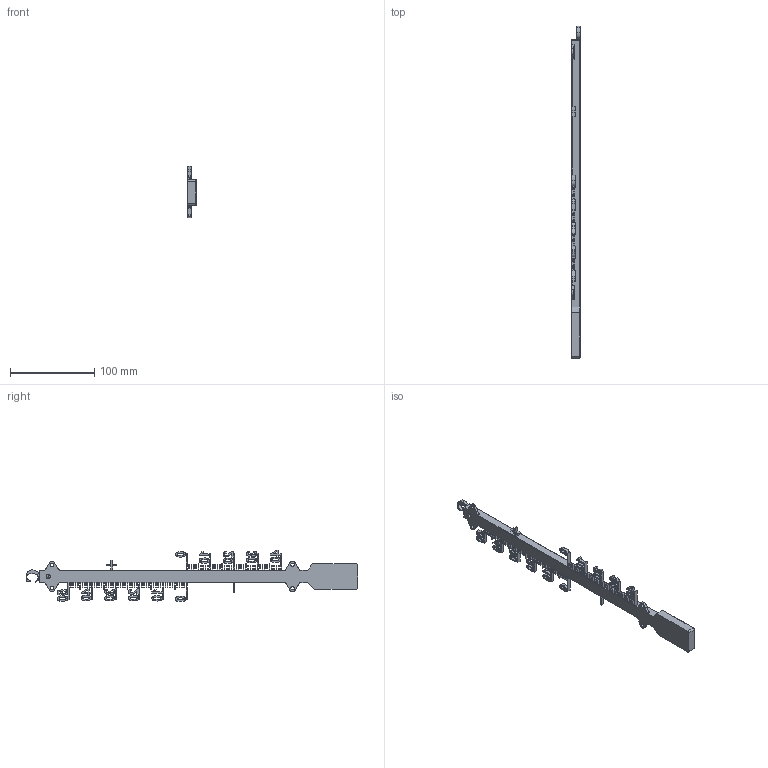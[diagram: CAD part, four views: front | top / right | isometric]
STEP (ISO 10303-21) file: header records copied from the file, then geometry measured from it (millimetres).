
FILE_DESCRIPTION(/* description */ (''),/* implementation_level */ '2;1');
FILE_NAME(/* name */ 'Thermometer.stp',/* time_stamp */ '2015-11-08T21:45:56+01:00',/* author */ ('Hans'),/* organization */ (''),/* preprocessor_version */ 'ST-DEVELOPER v15.2',/* originating_system */ 'Autodesk Inventor 2014',/* authorisation */ '');
FILE_SCHEMA (('AUTOMOTIVE_DESIGN { 1 0 10303 214 3 1 1 }'));
Length unit declared in the file: millimetre
Products named in the file (4): Thermometer 1; Thermometer glass; Thermometer fluid; Thermometer
Bounding box: 10 x 393.23 x 60.68 mm (x, y, z)
Volume: 62638.9 mm3; surface area: 50757.6 mm2
Topology: 3 solids, 4 shells, 882 faces, 2497 edges, 1616 vertices
Faces by surface type: plane 630, bspline 171, cylinder 58, torus 12, sphere 10, cone 1
Full cylindrical faces by diameter (mm): 2.646 x2, 4 x4, 4.646 x1, 5 x3, 5.995 x2, 7.995 x1
Entity records: 29309 total; most frequent: CARTESIAN_POINT 7659, ORIENTED_EDGE 4918, DIRECTION 3664, EDGE_CURVE 2459, LINE 1966, VECTOR 1966, VERTEX_POINT 1602, EDGE_LOOP 939
